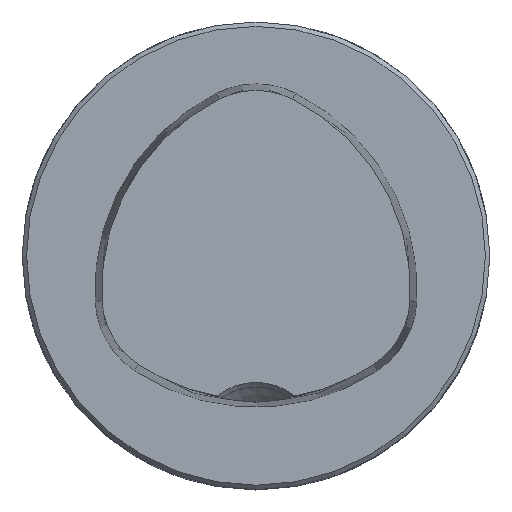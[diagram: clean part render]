
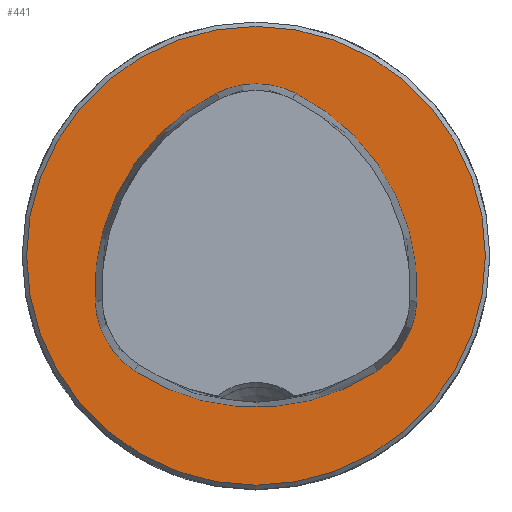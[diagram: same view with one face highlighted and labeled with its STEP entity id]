
A CAD part, top view. The second image highlights one B-rep face of the part: STEP entity #441.
In plain terms, the highlighted planar face has unit normal (0, 0, 1).
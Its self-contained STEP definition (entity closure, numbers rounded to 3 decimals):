
#441=ADVANCED_FACE('CU_E_LO_SU_1',(#629,#630),#547,.T.);
#547=PLANE('',#1777);
#629=FACE_BOUND('',#700,.T.);
#630=FACE_BOUND('',#701,.T.);
#700=EDGE_LOOP('',(#887));
#701=EDGE_LOOP('',(#888,#889,#890,#891,#892,#893));
#887=ORIENTED_EDGE('',*,*,#1478,.T.);
#888=ORIENTED_EDGE('',*,*,#1479,.F.);
#889=ORIENTED_EDGE('',*,*,#1480,.F.);
#890=ORIENTED_EDGE('',*,*,#1481,.F.);
#891=ORIENTED_EDGE('',*,*,#1482,.F.);
#892=ORIENTED_EDGE('',*,*,#1476,.F.);
#893=ORIENTED_EDGE('',*,*,#1483,.F.);
#1322=VERTEX_POINT('',#2807);
#1323=VERTEX_POINT('',#2809);
#1324=VERTEX_POINT('',#2813);
#1325=VERTEX_POINT('',#2815);
#1326=VERTEX_POINT('',#2816);
#1327=VERTEX_POINT('',#2818);
#1328=VERTEX_POINT('',#2820);
#1476=EDGE_CURVE('',#1322,#1323,#1659,.T.);
#1478=EDGE_CURVE('',#1324,#1324,#1660,.T.);
#1479=EDGE_CURVE('',#1325,#1326,#1661,.T.);
#1480=EDGE_CURVE('',#1327,#1325,#1662,.T.);
#1481=EDGE_CURVE('',#1328,#1327,#1663,.T.);
#1482=EDGE_CURVE('',#1323,#1328,#1664,.T.);
#1483=EDGE_CURVE('',#1326,#1322,#1665,.T.);
#1659=CIRCLE('',#1769,15.063);
#1660=CIRCLE('',#1771,15.7);
#1661=CIRCLE('',#1772,15.063);
#1662=CIRCLE('',#1773,6.063);
#1663=CIRCLE('',#1774,15.063);
#1664=CIRCLE('',#1775,6.063);
#1665=CIRCLE('',#1776,6.063);
#1769=AXIS2_PLACEMENT_3D('',#2808,#1997,#1998);
#1771=AXIS2_PLACEMENT_3D('',#2812,#2002,#2003);
#1772=AXIS2_PLACEMENT_3D('',#2814,#2004,#2005);
#1773=AXIS2_PLACEMENT_3D('',#2817,#2006,#2007);
#1774=AXIS2_PLACEMENT_3D('',#2819,#2008,#2009);
#1775=AXIS2_PLACEMENT_3D('',#2821,#2010,#2011);
#1776=AXIS2_PLACEMENT_3D('',#2822,#2012,#2013);
#1777=AXIS2_PLACEMENT_3D('',#2823,#2014,#2015);
#1997=DIRECTION('',(0.,0.,1.));
#1998=DIRECTION('',(1.,0.,0.));
#2002=DIRECTION('',(0.,0.,1.));
#2003=DIRECTION('',(1.,0.,0.));
#2004=DIRECTION('',(0.,0.,1.));
#2005=DIRECTION('',(1.,0.,0.));
#2006=DIRECTION('',(0.,0.,1.));
#2007=DIRECTION('',(1.,0.,0.));
#2008=DIRECTION('',(0.,0.,1.));
#2009=DIRECTION('',(1.,0.,0.));
#2010=DIRECTION('',(0.,0.,1.));
#2011=DIRECTION('',(1.,0.,0.));
#2012=DIRECTION('',(0.,0.,1.));
#2013=DIRECTION('',(1.,0.,0.));
#2014=DIRECTION('',(0.,0.,1.));
#2015=DIRECTION('',(1.,0.,0.));
#2807=CARTESIAN_POINT('',(-8.299,-7.87,0.));
#2808=CARTESIAN_POINT('',(0.,4.7,0.));
#2809=CARTESIAN_POINT('',(8.299,-7.87,0.));
#2812=CARTESIAN_POINT('',(0.,0.,0.));
#2813=CARTESIAN_POINT('',(15.7,0.,0.));
#2814=CARTESIAN_POINT('',(4.029,-2.348,0.));
#2815=CARTESIAN_POINT('',(-2.714,11.121,0.));
#2816=CARTESIAN_POINT('',(-11.014,-3.122,0.));
#2817=CARTESIAN_POINT('',(0.,5.7,0.));
#2818=CARTESIAN_POINT('',(2.714,11.121,0.));
#2819=CARTESIAN_POINT('',(-4.029,-2.348,0.));
#2820=CARTESIAN_POINT('',(11.014,-3.122,0.));
#2821=CARTESIAN_POINT('',(4.959,-2.811,0.));
#2822=CARTESIAN_POINT('',(-4.959,-2.811,0.));
#2823=CARTESIAN_POINT('',(0.,0.,0.));
